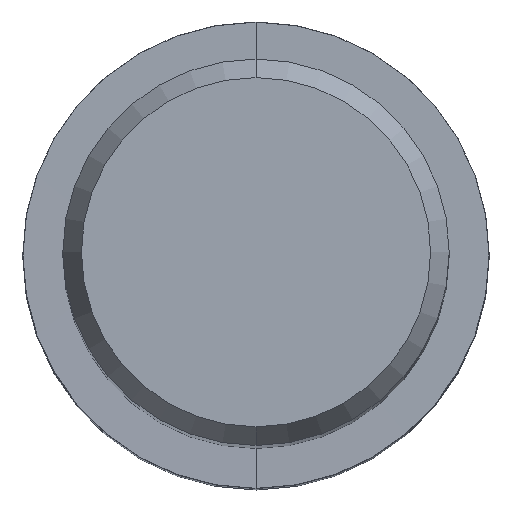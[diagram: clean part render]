
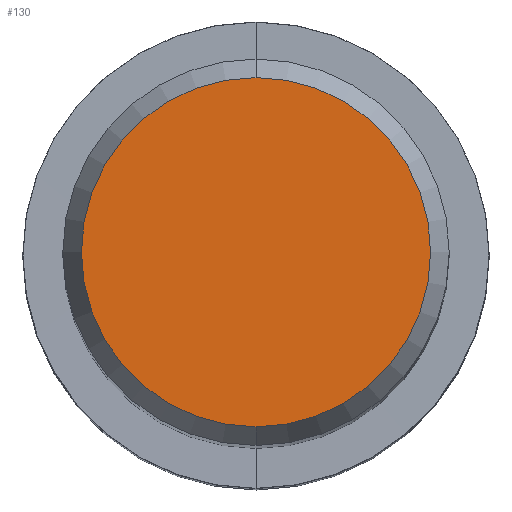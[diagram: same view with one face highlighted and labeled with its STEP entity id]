
A CAD part, top view. The second image highlights one B-rep face of the part: STEP entity #130.
In plain terms, the highlighted planar face has unit normal (0, 0, 1).
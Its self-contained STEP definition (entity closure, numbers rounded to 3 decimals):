
#80=VERTEX_POINT('',#193);
#120=VERTEX_POINT('',#241);
#130=ADVANCED_FACE('',(#253),#254,.T.);
#150=EDGE_CURVE('',#120,#80,#276,.T.);
#170=EDGE_CURVE('',#80,#120,#296,.T.);
#193=CARTESIAN_POINT('',(0.0,4.304,0.01));
#241=CARTESIAN_POINT('',(0.,-4.304,0.01));
#253=FACE_OUTER_BOUND('',#378,.T.);
#254=PLANE('',#379);
#276=CIRCLE('',#409,4.304);
#296=CIRCLE('',#438,4.304);
#378=EDGE_LOOP('',(#531,#532));
#379=AXIS2_PLACEMENT_3D('',#533,#534,#535);
#409=AXIS2_PLACEMENT_3D('',#557,#558,#559);
#438=AXIS2_PLACEMENT_3D('',#574,#575,#576);
#531=ORIENTED_EDGE('',*,*,#170,.F.);
#532=ORIENTED_EDGE('',*,*,#150,.F.);
#533=CARTESIAN_POINT('',(0.0,2.152,0.01));
#534=DIRECTION('',(-0.0,0.0,1.0));
#535=DIRECTION('',(0.0,-1.0,0.0));
#557=CARTESIAN_POINT('',(0.0,0.0,0.01));
#558=DIRECTION('',(0.0,0.0,-1.0));
#559=DIRECTION('',(0.0,1.0,0.0));
#574=CARTESIAN_POINT('',(0.0,0.0,0.01));
#575=DIRECTION('',(0.0,0.0,-1.0));
#576=DIRECTION('',(0.0,1.0,0.0));
